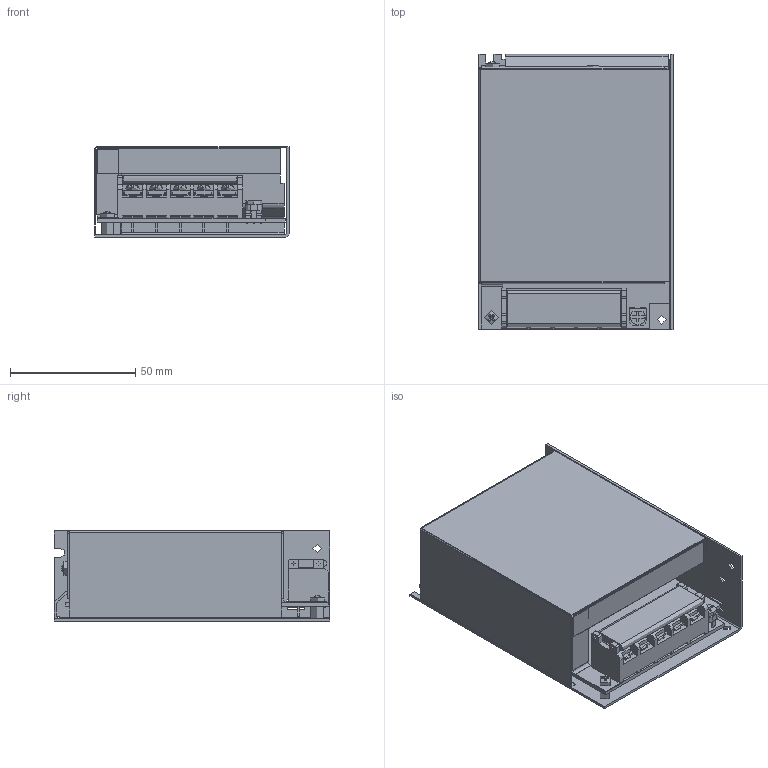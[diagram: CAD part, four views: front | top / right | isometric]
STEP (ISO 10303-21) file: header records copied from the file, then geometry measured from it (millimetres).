
FILE_DESCRIPTION(('FreeCAD Model'),'2;1');
FILE_NAME('S-60-12.step', '2021-03-06T01:14:15',('Author'),(''), 'Open CASCADE STEP processor 7.4','FreeCAD','Unknown');
FILE_SCHEMA(('AUTOMOTIVE_DESIGN { 1 0 10303 214 1 1 1 1 }'));
Length unit declared in the file: millimetre
Products named in the file (15): Model; Body; Potentiometer_Blue; Contact_1; M3x5-Screw; M2.5x4-Screw; Open CASCADE STEP translator 7.4 1.9
Assembly tree (27 placements, depth 3):
  Model
    Body
    Body
    Body
    Potentiometer_Blue
    Model
      Body
      Body
      Body  x5
      Body  x5
      Body  x5
      Contact_1
    M3x5-Screw  x2
    M2.5x4-Screw
    Open CASCADE STEP translator 7.4 1.9
Bounding box: 77.5 x 110 x 36 mm (x, y, z)
Volume: 37717.9 mm3; surface area: 80471.8 mm2
Topology: 25 solids, 25 shells, 793 faces, 2524 edges, 2954 vertices
Faces by surface type: plane 612, cylinder 140, cone 21, revolution 18, sphere 2
Full cylindrical faces by diameter (mm): 1 x7, 1.4 x4, 2.5 x3, 3 x12, 3.5 x6, 4 x20, 4.5 x1, 5 x2, 5.6 x2
Entity records: 24521 total; most frequent: CARTESIAN_POINT 6273, DIRECTION 3331, ORIENTED_EDGE 2980, LINE 1518, VECTOR 1518, EDGE_CURVE 1480, VERTEX_POINT 949, AXIS2_PLACEMENT_3D 904
